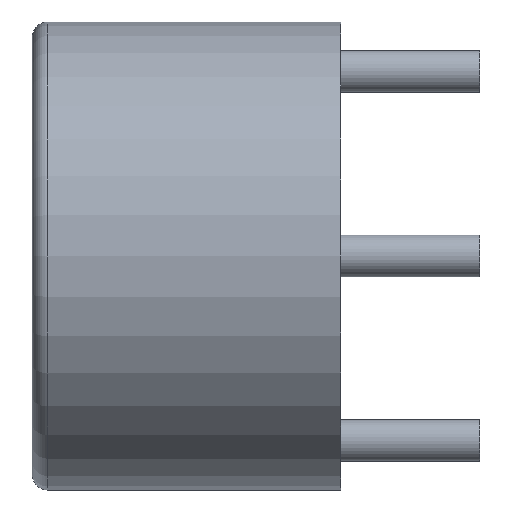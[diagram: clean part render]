
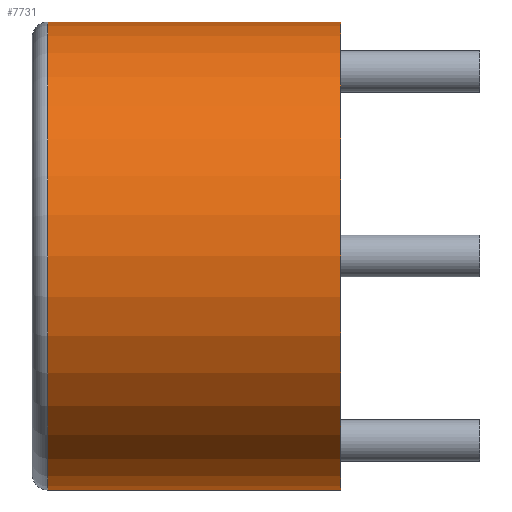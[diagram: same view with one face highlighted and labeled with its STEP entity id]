
A CAD part, left-side view. The second image highlights one B-rep face of the part: STEP entity #7731.
In plain terms, the highlighted cylindrical face has radius 4.55 mm (diameter 9.1 mm), a partial arc.
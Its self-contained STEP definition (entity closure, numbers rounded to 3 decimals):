
#21 = VERTEX_POINT ( 'NONE', #2297 ) ;
#75 = VERTEX_POINT ( 'NONE', #326 ) ;
#326 = CARTESIAN_POINT ( 'NONE',  ( 0., 0., 4.55 ) ) ;
#534 = CARTESIAN_POINT ( 'NONE',  ( 0., 0., -4.55 ) ) ;
#1232 = FACE_OUTER_BOUND ( 'NONE', #2331, .T. ) ;
#1291 = ORIENTED_EDGE ( 'NONE', *, *, #8938, .F. ) ;
#1457 = AXIS2_PLACEMENT_3D ( 'NONE', #2452, #3929, #1669 ) ;
#1669 = DIRECTION ( 'NONE',  ( 0., 0., 1. ) ) ;
#2068 = DIRECTION ( 'NONE',  ( 0., 0., -1. ) ) ;
#2297 = CARTESIAN_POINT ( 'NONE',  ( 0., 5.7, 4.55 ) ) ;
#2317 = DIRECTION ( 'NONE',  ( 0., -1., 0. ) ) ;
#2331 = EDGE_LOOP ( 'NONE', ( #1291, #8761, #3526, #5669 ) ) ;
#2452 = CARTESIAN_POINT ( 'NONE',  ( 0., 5.7, 0. ) ) ;
#2662 = DIRECTION ( 'NONE',  ( 0., -1., 0. ) ) ;
#2761 = VECTOR ( 'NONE', #2317, 1000. ) ;
#3164 = CARTESIAN_POINT ( 'NONE',  ( 0., 6., 4.55 ) ) ;
#3260 = CARTESIAN_POINT ( 'NONE',  ( 0., 5.7, -4.55 ) ) ;
#3274 = AXIS2_PLACEMENT_3D ( 'NONE', #4769, #2662, #2068 ) ;
#3526 = ORIENTED_EDGE ( 'NONE', *, *, #7402, .T. ) ;
#3929 = DIRECTION ( 'NONE',  ( 0., -1., 0. ) ) ;
#4095 = CIRCLE ( 'NONE', #1457, 4.55 ) ;
#4165 = DIRECTION ( 'NONE',  ( 0., -1., 0. ) ) ;
#4269 = CARTESIAN_POINT ( 'NONE',  ( 0., 0., 0. ) ) ;
#4399 = VECTOR ( 'NONE', #4165, 1000. ) ;
#4769 = CARTESIAN_POINT ( 'NONE',  ( 0., 6., 0. ) ) ;
#5007 = CIRCLE ( 'NONE', #8579, 4.55 ) ;
#5456 = LINE ( 'NONE', #9022, #4399 ) ;
#5601 = VERTEX_POINT ( 'NONE', #534 ) ;
#5669 = ORIENTED_EDGE ( 'NONE', *, *, #7746, .T. ) ;
#6447 = DIRECTION ( 'NONE',  ( 0., 1., 0. ) ) ;
#6630 = EDGE_CURVE ( 'NONE', #21, #7283, #4095, .T. ) ;
#6648 = LINE ( 'NONE', #3164, #2761 ) ;
#7089 = DIRECTION ( 'NONE',  ( 0., 0., 1. ) ) ;
#7283 = VERTEX_POINT ( 'NONE', #3260 ) ;
#7402 = EDGE_CURVE ( 'NONE', #7283, #5601, #5456, .T. ) ;
#7731 = ADVANCED_FACE ( 'NONE', ( #1232 ), #8999, .T. ) ;
#7746 = EDGE_CURVE ( 'NONE', #5601, #75, #5007, .T. ) ;
#8579 = AXIS2_PLACEMENT_3D ( 'NONE', #4269, #6447, #7089 ) ;
#8761 = ORIENTED_EDGE ( 'NONE', *, *, #6630, .T. ) ;
#8938 = EDGE_CURVE ( 'NONE', #21, #75, #6648, .T. ) ;
#8999 = CYLINDRICAL_SURFACE ( 'NONE', #3274, 4.55 ) ;
#9022 = CARTESIAN_POINT ( 'NONE',  ( 0., 6., -4.55 ) ) ;
